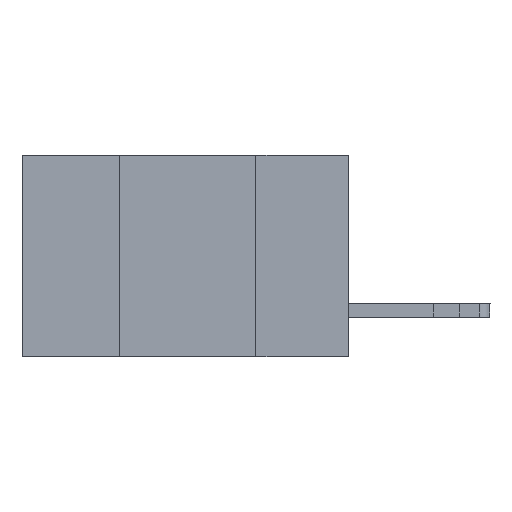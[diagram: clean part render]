
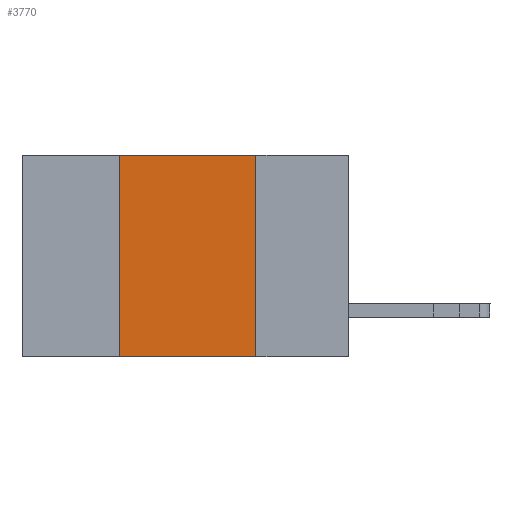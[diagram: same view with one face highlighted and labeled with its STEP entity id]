
A CAD part, left-side view. The second image highlights one B-rep face of the part: STEP entity #3770.
In plain terms, the highlighted planar face has unit normal (-1, 0, 0).
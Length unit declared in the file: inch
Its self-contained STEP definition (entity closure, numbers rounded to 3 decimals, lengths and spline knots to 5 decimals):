
#80 = ORIENTED_EDGE ( 'NONE', *, *, #14193, .T. ) ;
#205 = LINE ( 'NONE', #8828, #5220 ) ;
#1257 = CARTESIAN_POINT ( 'NONE',  ( 0., 0.6, 0. ) ) ;
#1635 = DIRECTION ( 'NONE',  ( 0., 0., -1. ) ) ;
#2262 = AXIS2_PLACEMENT_3D ( 'NONE', #1257, #11856, #3145 ) ;
#2474 = ORIENTED_EDGE ( 'NONE', *, *, #11918, .F. ) ;
#2834 = DIRECTION ( 'NONE',  ( 0., -1., 0. ) ) ;
#3145 = DIRECTION ( 'NONE',  ( 0., 0., -1. ) ) ;
#3423 = VECTOR ( 'NONE', #9046, 39.37008 ) ;
#3770 = ADVANCED_FACE ( 'NONE', ( #14229 ), #16972, .F. ) ;
#3944 = ORIENTED_EDGE ( 'NONE', *, *, #15579, .F. ) ;
#4064 = VECTOR ( 'NONE', #16472, 39.37008 ) ;
#5030 = VERTEX_POINT ( 'NONE', #10003 ) ;
#5220 = VECTOR ( 'NONE', #1635, 39.37008 ) ;
#5683 = CARTESIAN_POINT ( 'NONE',  ( 0., 0.6, 0. ) ) ;
#7601 = ORIENTED_EDGE ( 'NONE', *, *, #13386, .F. ) ;
#7948 = LINE ( 'NONE', #9453, #4064 ) ;
#8676 = LINE ( 'NONE', #13032, #3423 ) ;
#8828 = CARTESIAN_POINT ( 'NONE',  ( 0., 0.17, -0.37 ) ) ;
#9046 = DIRECTION ( 'NONE',  ( 0., -1., 0. ) ) ;
#9453 = CARTESIAN_POINT ( 'NONE',  ( 0., 0.42, -0.37 ) ) ;
#10003 = CARTESIAN_POINT ( 'NONE',  ( 0., 0.17, -0.37 ) ) ;
#11856 = DIRECTION ( 'NONE',  ( 1., 0., 0. ) ) ;
#11918 = EDGE_CURVE ( 'NONE', #15313, #16308, #16688, .T. ) ;
#12735 = VECTOR ( 'NONE', #2834, 39.37008 ) ;
#13032 = CARTESIAN_POINT ( 'NONE',  ( 0., 0.6, -0.37 ) ) ;
#13386 = EDGE_CURVE ( 'NONE', #16308, #5030, #205, .T. ) ;
#14193 = EDGE_CURVE ( 'NONE', #14678, #5030, #8676, .T. ) ;
#14229 = FACE_OUTER_BOUND ( 'NONE', #16020, .T. ) ;
#14678 = VERTEX_POINT ( 'NONE', #15951 ) ;
#15313 = VERTEX_POINT ( 'NONE', #17264 ) ;
#15579 = EDGE_CURVE ( 'NONE', #14678, #15313, #7948, .T. ) ;
#15951 = CARTESIAN_POINT ( 'NONE',  ( 0., 0.42, -0.37 ) ) ;
#16020 = EDGE_LOOP ( 'NONE', ( #7601, #2474, #3944, #80 ) ) ;
#16308 = VERTEX_POINT ( 'NONE', #17644 ) ;
#16472 = DIRECTION ( 'NONE',  ( 0., 0., 1. ) ) ;
#16688 = LINE ( 'NONE', #5683, #12735 ) ;
#16972 = PLANE ( 'NONE',  #2262 ) ;
#17264 = CARTESIAN_POINT ( 'NONE',  ( 0., 0.42, 0. ) ) ;
#17644 = CARTESIAN_POINT ( 'NONE',  ( 0., 0.17, 0. ) ) ;
